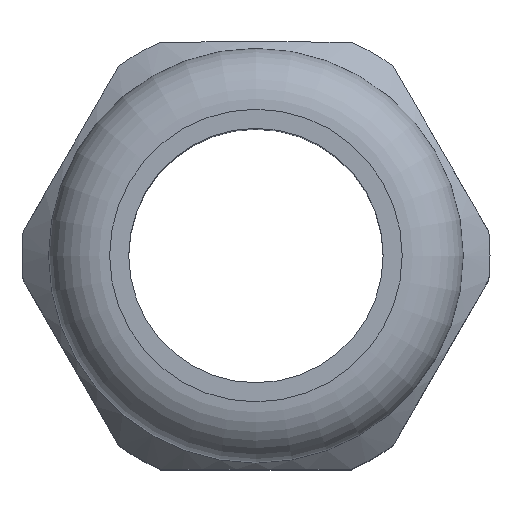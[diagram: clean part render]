
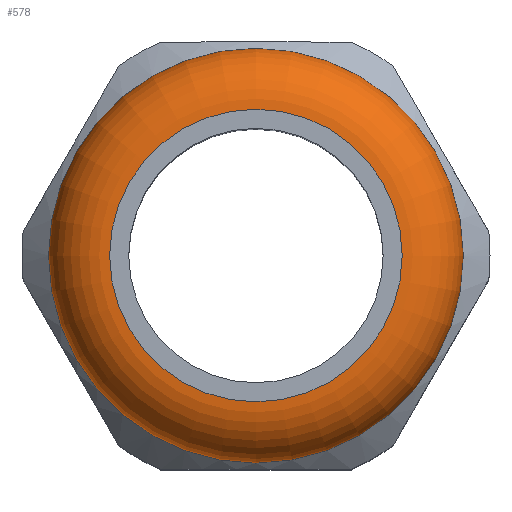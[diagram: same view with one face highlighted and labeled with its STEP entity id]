
A CAD part, top view. The second image highlights one B-rep face of the part: STEP entity #578.
In plain terms, the highlighted toroidal (fillet/blend) face has major radius 14.375 mm and minor radius 6 mm.
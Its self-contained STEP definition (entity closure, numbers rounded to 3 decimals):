
#116=TOROIDAL_SURFACE('',#626,14.375,6.);
#128=FACE_BOUND('',#180,.T.);
#140=FACE_OUTER_BOUND('',#179,.T.);
#179=EDGE_LOOP('',(#412));
#180=EDGE_LOOP('',(#413));
#230=CIRCLE('',#625,20.375);
#231=CIRCLE('',#627,14.375);
#270=VERTEX_POINT('',#913);
#271=VERTEX_POINT('',#916);
#328=EDGE_CURVE('',#270,#270,#230,.T.);
#329=EDGE_CURVE('',#271,#271,#231,.T.);
#412=ORIENTED_EDGE('',*,*,#329,.F.);
#413=ORIENTED_EDGE('',*,*,#328,.F.);
#578=ADVANCED_FACE('',(#140,#128),#116,.T.);
#625=AXIS2_PLACEMENT_3D('',#914,#709,#710);
#626=AXIS2_PLACEMENT_3D('',#915,#711,#712);
#627=AXIS2_PLACEMENT_3D('',#917,#713,#714);
#709=DIRECTION('center_axis',(0.,0.,-1.));
#710=DIRECTION('ref_axis',(1.,0.,0.));
#711=DIRECTION('center_axis',(0.,0.,-1.));
#712=DIRECTION('ref_axis',(-1.,0.,0.));
#713=DIRECTION('center_axis',(0.,0.,1.));
#714=DIRECTION('ref_axis',(1.,0.,0.));
#913=CARTESIAN_POINT('',(20.375,0.,36.));
#914=CARTESIAN_POINT('Origin',(0.,0.,36.));
#915=CARTESIAN_POINT('Origin',(0.,0.,36.));
#916=CARTESIAN_POINT('',(14.375,0.,42.));
#917=CARTESIAN_POINT('Origin',(0.,0.,42.));
